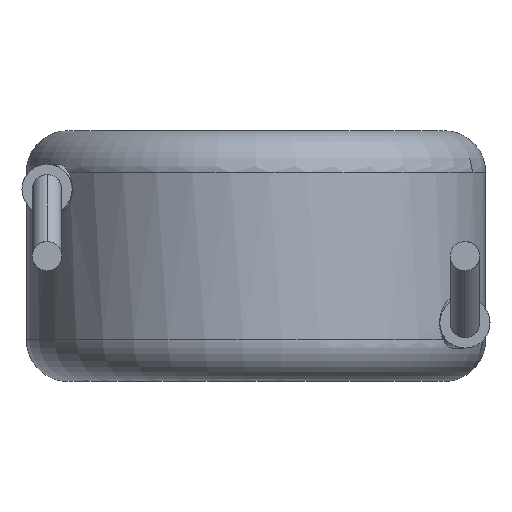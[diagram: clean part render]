
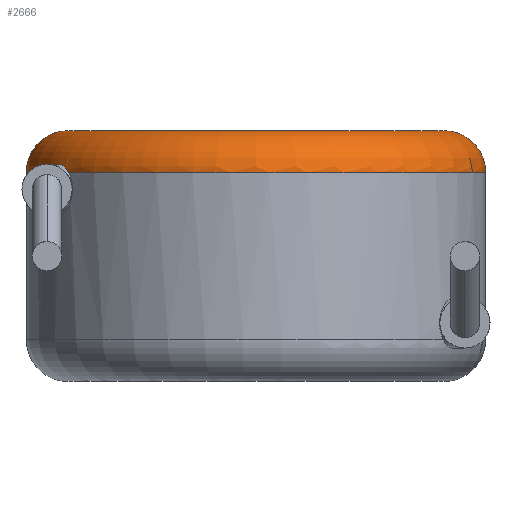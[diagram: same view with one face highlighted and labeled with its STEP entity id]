
A CAD part, front view. The second image highlights one B-rep face of the part: STEP entity #2666.
In plain terms, the highlighted toroidal (fillet/blend) face has major radius 4.5 mm and minor radius 1 mm.
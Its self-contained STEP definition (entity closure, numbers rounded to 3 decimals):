
#37 = VERTEX_POINT ( 'NONE', #283 ) ;
#184 = VERTEX_POINT ( 'NONE', #2038 ) ;
#216 = CARTESIAN_POINT ( 'NONE',  ( -4.754, -2.727, 5.2 ) ) ;
#257 = DIRECTION ( 'NONE',  ( 1., 0., 0. ) ) ;
#281 = AXIS2_PLACEMENT_3D ( 'NONE', #564, #1771, #257 ) ;
#283 = CARTESIAN_POINT ( 'NONE',  ( 5.5, 0., 5. ) ) ;
#312 = CARTESIAN_POINT ( 'NONE',  ( -4.627, -2.945, 5.182 ) ) ;
#477 = DIRECTION ( 'NONE',  ( 0., -1., 0. ) ) ;
#518 = CARTESIAN_POINT ( 'NONE',  ( -4.799, -2.655, 5.182 ) ) ;
#564 = CARTESIAN_POINT ( 'NONE',  ( 0., 0., 5. ) ) ;
#654 = CARTESIAN_POINT ( 'NONE',  ( -4.551, -3.079, 5.114 ) ) ;
#745 = EDGE_CURVE ( 'NONE', #37, #3856, #1144, .T. ) ;
#776 = AXIS2_PLACEMENT_3D ( 'NONE', #931, #2685, #1217 ) ;
#818 = DIRECTION ( 'NONE',  ( 0., 0., -1. ) ) ;
#867 = CARTESIAN_POINT ( 'NONE',  ( -4.88, -2.524, 5.113 ) ) ;
#872 = ORIENTED_EDGE ( 'NONE', *, *, #3338, .F. ) ;
#876 = CARTESIAN_POINT ( 'NONE',  ( -4.484, -3.185, 5. ) ) ;
#925 = CIRCLE ( 'NONE', #1049, 1. ) ;
#931 = CARTESIAN_POINT ( 'NONE',  ( 0., 0., 6. ) ) ;
#1014 = DIRECTION ( 'NONE',  ( 0., 1., 0. ) ) ;
#1028 = CARTESIAN_POINT ( 'NONE',  ( 0., 0., 5. ) ) ;
#1049 = AXIS2_PLACEMENT_3D ( 'NONE', #1340, #477, #3739 ) ;
#1102 = CARTESIAN_POINT ( 'NONE',  ( -4.5, 0., 5. ) ) ;
#1144 = CIRCLE ( 'NONE', #2360, 5.5 ) ;
#1217 = DIRECTION ( 'NONE',  ( 1., 0., 0. ) ) ;
#1223 = CIRCLE ( 'NONE', #2630, 5.5 ) ;
#1340 = CARTESIAN_POINT ( 'NONE',  ( 4.5, 0., 5. ) ) ;
#1363 = DIRECTION ( 'NONE',  ( -1., 0., 0. ) ) ;
#1407 = ORIENTED_EDGE ( 'NONE', *, *, #745, .F. ) ;
#1420 = DIRECTION ( 'NONE',  ( 1., 0., 0. ) ) ;
#1544 = TOROIDAL_SURFACE ( 'NONE', #281, 4.5, 1. ) ;
#1627 = EDGE_CURVE ( 'NONE', #184, #2932, #2843, .T. ) ;
#1747 = CARTESIAN_POINT ( 'NONE',  ( -4.942, -2.414, 5. ) ) ;
#1771 = DIRECTION ( 'NONE',  ( 0., 0., 1. ) ) ;
#1934 = ORIENTED_EDGE ( 'NONE', *, *, #1627, .F. ) ;
#1950 = CARTESIAN_POINT ( 'NONE',  ( -4.942, -2.414, 5. ) ) ;
#1954 = VERTEX_POINT ( 'NONE', #2012 ) ;
#1955 = DIRECTION ( 'NONE',  ( 0., 0., -1. ) ) ;
#2012 = CARTESIAN_POINT ( 'NONE',  ( -5.5, 0., 5. ) ) ;
#2029 = AXIS2_PLACEMENT_3D ( 'NONE', #1102, #1014, #1363 ) ;
#2036 = CARTESIAN_POINT ( 'NONE',  ( 4.5, 0., 6. ) ) ;
#2038 = CARTESIAN_POINT ( 'NONE',  ( -4.5, 0., 6. ) ) ;
#2145 = CARTESIAN_POINT ( 'NONE',  ( -4.517, -3.139, 5.063 ) ) ;
#2149 = CIRCLE ( 'NONE', #2029, 1. ) ;
#2325 = CARTESIAN_POINT ( 'NONE',  ( 0., 0., 5. ) ) ;
#2339 = B_SPLINE_CURVE_WITH_KNOTS ( 'NONE', 3,
 ( #1747, #3228, #867, #518, #216, #3850, #312, #654, #2145, #2448 ),
 .UNSPECIFIED., .F., .F.,
 ( 4, 2, 2, 2, 4 ),
 ( 0., 0., 0.001, 0.001, 0.001 ),
 .UNSPECIFIED. ) ;
#2360 = AXIS2_PLACEMENT_3D ( 'NONE', #1028, #1955, #3153 ) ;
#2448 = CARTESIAN_POINT ( 'NONE',  ( -4.484, -3.185, 5. ) ) ;
#2630 = AXIS2_PLACEMENT_3D ( 'NONE', #2325, #818, #1420 ) ;
#2660 = EDGE_CURVE ( 'NONE', #3763, #1954, #1223, .T. ) ;
#2666 = ADVANCED_FACE ( 'NONE', ( #3584 ), #1544, .T. ) ;
#2685 = DIRECTION ( 'NONE',  ( 0., 0., 1. ) ) ;
#2843 = CIRCLE ( 'NONE', #776, 4.5 ) ;
#2932 = VERTEX_POINT ( 'NONE', #2036 ) ;
#2957 = EDGE_CURVE ( 'NONE', #3763, #3856, #2339, .T. ) ;
#3153 = DIRECTION ( 'NONE',  ( 1., 0., 0. ) ) ;
#3213 = ORIENTED_EDGE ( 'NONE', *, *, #2660, .F. ) ;
#3228 = CARTESIAN_POINT ( 'NONE',  ( -4.917, -2.465, 5.063 ) ) ;
#3255 = EDGE_LOOP ( 'NONE', ( #872, #3213, #3715, #1407, #3734, #1934 ) ) ;
#3300 = EDGE_CURVE ( 'NONE', #37, #2932, #925, .T. ) ;
#3338 = EDGE_CURVE ( 'NONE', #1954, #184, #2149, .T. ) ;
#3584 = FACE_OUTER_BOUND ( 'NONE', #3255, .T. ) ;
#3715 = ORIENTED_EDGE ( 'NONE', *, *, #2957, .T. ) ;
#3734 = ORIENTED_EDGE ( 'NONE', *, *, #3300, .T. ) ;
#3739 = DIRECTION ( 'NONE',  ( 0., 0., -1. ) ) ;
#3763 = VERTEX_POINT ( 'NONE', #1950 ) ;
#3850 = CARTESIAN_POINT ( 'NONE',  ( -4.668, -2.871, 5.2 ) ) ;
#3856 = VERTEX_POINT ( 'NONE', #876 ) ;
